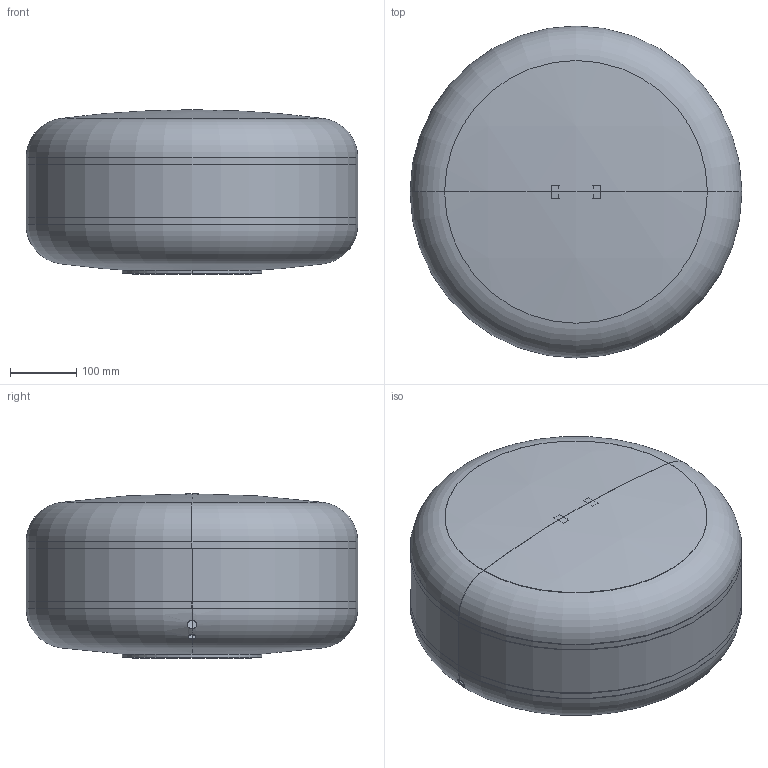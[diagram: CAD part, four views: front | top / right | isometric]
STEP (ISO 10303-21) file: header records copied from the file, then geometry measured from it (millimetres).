
FILE_DESCRIPTION (( 'STEP AP214' ), '1' );
FILE_NAME ('MACARON.STEP', '2023-05-03T05:50:55', ( '' ), ( '' ), 'SwSTEP 2.0', 'SolidWorks 2014', '' );
FILE_SCHEMA (( 'AUTOMOTIVE_DESIGN' ));
Length unit declared in the file: millimetre
Products named in the file (9): MAC_001; MAC_014; MACARON; MAC_002; MAC_009
Assembly tree (4 placements, depth 2):
  MAC_001
  MAC_014
  MACARON
    MAC_001
    MAC_014
    MAC_002
    MAC_009
  MAC_002
  MAC_009
Bounding box: 500 x 500 x 247.78 mm (x, y, z)
Volume: 1169374.4 mm3; surface area: 1420279.1 mm2
Topology: 8 solids, 8 shells, 136 faces, 326 edges, 206 vertices
Faces by surface type: cylinder 66, plane 42, torus 12, sphere 12, cone 4
Entity records: 4626 total; most frequent: CARTESIAN_POINT 1006, DIRECTION 782, ORIENTED_EDGE 652, EDGE_CURVE 326, AXIS2_PLACEMENT_3D 320, VERTEX_POINT 206, CIRCLE 176, EDGE_LOOP 154
